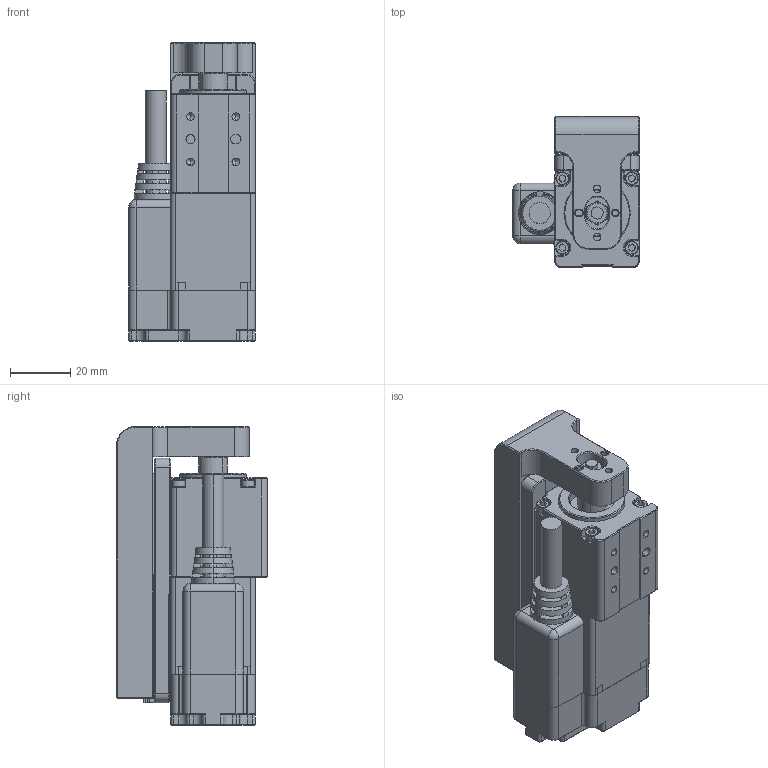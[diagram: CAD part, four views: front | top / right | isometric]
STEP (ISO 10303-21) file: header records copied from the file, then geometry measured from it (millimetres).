
FILE_DESCRIPTION (( 'STEP AP214' ), '1' );
FILE_NAME ('RM-MPLA-11-30-2 微型平台推杆（20230301方案34）-0502丝杆+罩.STEP', '2023-03-01T10:43:18', ( '' ), ( '' ), 'SwSTEP 2.0', 'SolidWorks 2019', '' );
FILE_SCHEMA (( 'AUTOMOTIVE_DESIGN' ));
Length unit declared in the file: millimetre
Products named in the file (17): 0502佪裝ㄗ30俴最ㄘ; MSP01-MPLA038 堤盄裔; SR.step; MSP01-MPLA043 萇儂欶褲; MSP01-MPLA045 絳寢す怢; MSP01-MPLA037 晤鎢ん裔; RM-MPLA-11-30-2 微型平台推杆（20230301方案34）-0502丝杆+罩; MFT01-M2.5x4埴芛囀鞠褒蹟佪; MFT12-M4 赻坶蹟譫; MSP01-MPLA044 萇儂蟀諉啣; MSL01-MGW7H-76 滑轨（带一个滑块）（MGW7H1R76Z1HM）（30行程）; MSP04-MPLA035 癹弇翐; MFT03-M3x5 埴翐囀鞠褒蹟佪; 28H032H-0674B-008 28中空电机（无丝杆螺母）; MFT01-M3x6 埴芛囀鞠褒蹟佪; 滑块MGW7H（HIWIN）; MFT03-M2.5x35 埴翐囀鞠褒蹟佪
Assembly tree (29 placements, depth 2):
  RM-MPLA-11-30-2 微型平台推杆（20230301方案34）-0502丝杆+罩
    28H032H-0674B-008 28中空电机（无丝杆螺母）
    MSP01-MPLA043 萇儂欶褲
    MFT03-M2.5x35 埴翐囀鞠褒蹟佪  x4
    MFT01-M2.5x4埴芛囀鞠褒蹟佪  x6
    滑块MGW7H（HIWIN）
    MSL01-MGW7H-76 滑轨（带一个滑块）（MGW7H1R76Z1HM）（30行程）
    MFT03-M3x5 埴翐囀鞠褒蹟佪  x3
    MSP04-MPLA035 癹弇翐
    MFT01-M3x6 埴芛囀鞠褒蹟佪  x4
    MFT12-M4 赻坶蹟譫
    SR.step
    MSP01-MPLA037 晤鎢ん裔
    MSP01-MPLA038 堤盄裔
    MSP01-MPLA044 萇儂蟀諉啣
    0502佪裝ㄗ30俴最ㄘ
    MSP01-MPLA045 絳寢す怢
Bounding box: 42 x 50 x 99 mm (x, y, z)
Volume: 105702.6 mm3; surface area: 58967.5 mm2
Topology: 30 solids, 30 shells, 1333 faces, 3158 edges, 1922 vertices
Faces by surface type: plane 673, cylinder 386, cone 232, torus 40, sphere 2
Entity records: 31769 total; most frequent: CARTESIAN_POINT 5343, DIRECTION 5282, ORIENTED_EDGE 4828, EDGE_CURVE 2414, AXIS2_PLACEMENT_3D 1889, VERTEX_POINT 1506, LINE 1504, VECTOR 1504
